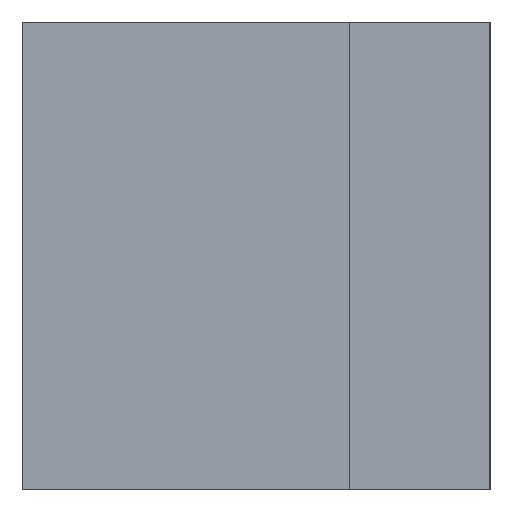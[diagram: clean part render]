
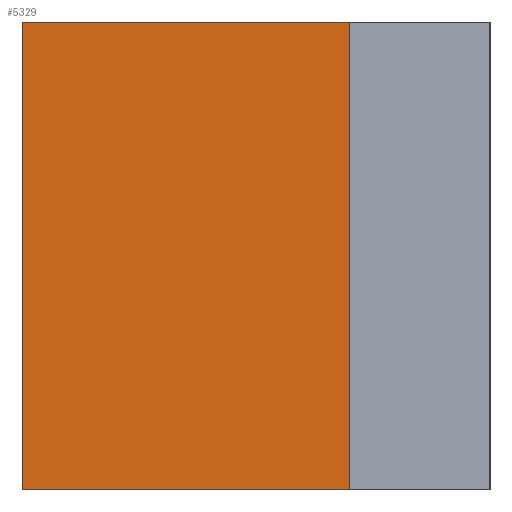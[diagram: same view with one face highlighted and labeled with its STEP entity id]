
A CAD part, left-side view. The second image highlights one B-rep face of the part: STEP entity #5329.
In plain terms, the highlighted planar face has unit normal (-1, 0, 0).
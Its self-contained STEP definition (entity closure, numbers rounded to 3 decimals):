
#5115 = VERTEX_POINT ( 'NONE', #11008 ) ;
#5130 = ORIENTED_EDGE ( 'NONE', *, *, #5363, .T. ) ;
#5136 = ORIENTED_EDGE ( 'NONE', *, *, #5163, .F. ) ;
#5163 = EDGE_CURVE ( 'NONE', #5115, #5229, #11227, .T. ) ;
#5164 = ORIENTED_EDGE ( 'NONE', *, *, #5166, .F. ) ;
#5166 = EDGE_CURVE ( 'NONE', #5310, #5115, #11219, .T. ) ;
#5229 = VERTEX_POINT ( 'NONE', #11474 ) ;
#5264 = ORIENTED_EDGE ( 'NONE', *, *, #5266, .T. ) ;
#5266 = EDGE_CURVE ( 'NONE', #5359, #5229, #11592, .T. ) ;
#5310 = VERTEX_POINT ( 'NONE', #11767 ) ;
#5329 = ADVANCED_FACE ( 'NONE', ( #11827 ), #11870, .F. ) ;
#5330 = EDGE_LOOP ( 'NONE', ( #5264, #5136, #5164, #5130 ) ) ;
#5359 = VERTEX_POINT ( 'NONE', #11970 ) ;
#5363 = EDGE_CURVE ( 'NONE', #5310, #5359, #11968, .T. ) ;
#11008 = CARTESIAN_POINT ( 'NONE',  ( -0.4, -0.1, 0.25 ) ) ;
#11215 = DIRECTION ( 'NONE',  ( 0., -1., 0. ) ) ;
#11216 = VECTOR ( 'NONE', #11215, 1000. ) ;
#11217 = CARTESIAN_POINT ( 'NONE',  ( -0.4, -1.011, 0.25 ) ) ;
#11219 = LINE ( 'NONE', #11217, #11216 ) ;
#11220 = DIRECTION ( 'NONE',  ( 0., 0., -1. ) ) ;
#11221 = VECTOR ( 'NONE', #11220, 1000. ) ;
#11222 = CARTESIAN_POINT ( 'NONE',  ( -0.4, -0.1, 0.25 ) ) ;
#11227 = LINE ( 'NONE', #11222, #11221 ) ;
#11474 = CARTESIAN_POINT ( 'NONE',  ( -0.4, -0.1, -0.25 ) ) ;
#11589 = DIRECTION ( 'NONE',  ( 0., -1., 0. ) ) ;
#11590 = VECTOR ( 'NONE', #11589, 1000. ) ;
#11591 = CARTESIAN_POINT ( 'NONE',  ( -0.4, -1.011, -0.25 ) ) ;
#11592 = LINE ( 'NONE', #11591, #11590 ) ;
#11767 = CARTESIAN_POINT ( 'NONE',  ( -0.4, 0.25, 0.25 ) ) ;
#11827 = FACE_OUTER_BOUND ( 'NONE', #5330, .T. ) ;
#11864 = DIRECTION ( 'NONE',  ( 0., 0., -1. ) ) ;
#11865 = DIRECTION ( 'NONE',  ( 1., 0., 0. ) ) ;
#11866 = CARTESIAN_POINT ( 'NONE',  ( -0.4, -1.011, 0.25 ) ) ;
#11867 = AXIS2_PLACEMENT_3D ( 'NONE', #11866, #11865, #11864 ) ;
#11870 = PLANE ( 'NONE',  #11867 ) ;
#11964 = DIRECTION ( 'NONE',  ( 0., 0., -1. ) ) ;
#11966 = VECTOR ( 'NONE', #11964, 1000. ) ;
#11967 = CARTESIAN_POINT ( 'NONE',  ( -0.4, 0.25, 0.25 ) ) ;
#11968 = LINE ( 'NONE', #11967, #11966 ) ;
#11970 = CARTESIAN_POINT ( 'NONE',  ( -0.4, 0.25, -0.25 ) ) ;
